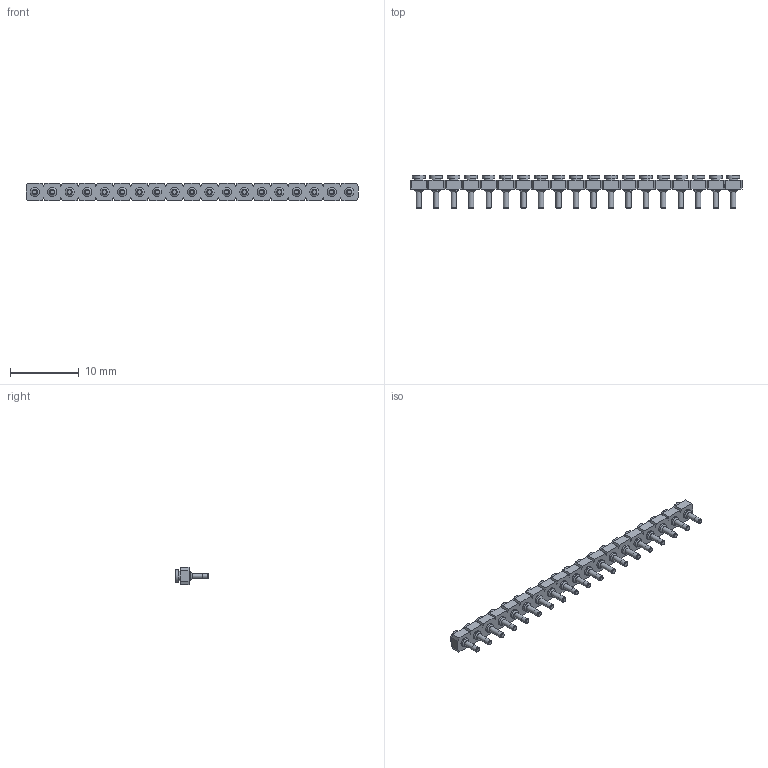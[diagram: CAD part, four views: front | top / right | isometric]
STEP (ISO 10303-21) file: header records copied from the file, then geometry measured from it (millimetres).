
FILE_DESCRIPTION(/* description */ ('STEP AP214'),/* implementation_level */ '2;1');
FILE_NAME(/* name */ 'SL-119-G-12',/* time_stamp */ '2022-09-24T12:58:58+02:00',/* author */ ('License CC BY-ND 4.0'),/* organization */ ('CADENAS'),/* preprocessor_version */ 'ST-DEVELOPER v18.102',/* originating_system */ 'PARTsolutions',/* authorisation */ ' ');
FILE_SCHEMA (('AUTOMOTIVE_DESIGN {1 0 10303 214 3 1 1}'));
Length unit declared in the file: inch
Products named in the file (3): SL-119-G-12; SC-5P1_pins; SL-119_socket
Assembly tree (20 placements, depth 2):
  SL-119-G-12
    SC-5P1_pins  x19
    SL-119_socket
Bounding box: 48.26 x 4.83 x 2.54 mm (x, y, z)
Volume: 179 mm3; surface area: 1028 mm2
Topology: 20 solids, 20 shells, 460 faces, 975 edges, 612 vertices
Faces by surface type: plane 213, cylinder 133, cone 114
Full cylindrical faces by diameter (mm): 0.533 x19, 0.762 x19, 0.864 x19, 1.321 x57, 1.829 x19
Entity records: 5054 total; most frequent: CARTESIAN_POINT 864, DIRECTION 806, ORIENTED_EDGE 804, EDGE_CURVE 402, LINE 348, VECTOR 348, VERTEX_POINT 287, AXIS2_PLACEMENT_3D 229
